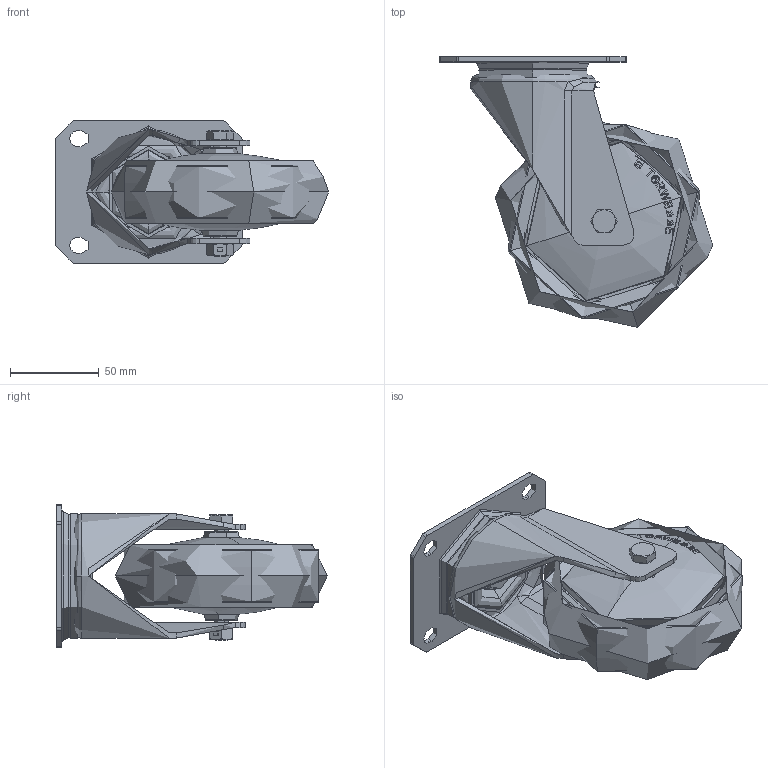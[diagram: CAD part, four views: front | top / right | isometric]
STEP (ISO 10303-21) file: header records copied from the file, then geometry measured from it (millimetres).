
FILE_DESCRIPTION (( 'STEP AP214' ), '1' );
FILE_NAME ('0055755.step', '2023-10-13T08:01:00', ( '' ), ( '' ), 'SwSTEP 2.0', 'SolidWorks 2020', '' );
FILE_SCHEMA (( 'AUTOMOTIVE_DESIGN' ));
Length unit declared in the file: millimetre
Products named in the file (1): 0055755
Bounding box: 153.54 x 152.07 x 80 mm (x, y, z)
Volume: 347462.4 mm3; surface area: 174703.3 mm2
Topology: 10 solids, 10 shells, 717 faces, 1696 edges, 1053 vertices
Faces by surface type: bspline 260, torus 174, plane 102, cylinder 101, cone 80
Entity records: 40066 total; most frequent: CARTESIAN_POINT 17443, ORIENTED_EDGE 3392, DIRECTION 2401, EDGE_CURVE 1696, AXIS2_PLACEMENT_3D 1057, VERTEX_POINT 1053, EDGE_LOOP 799, B_SPLINE_CURVE_WITH_KNOTS 793
